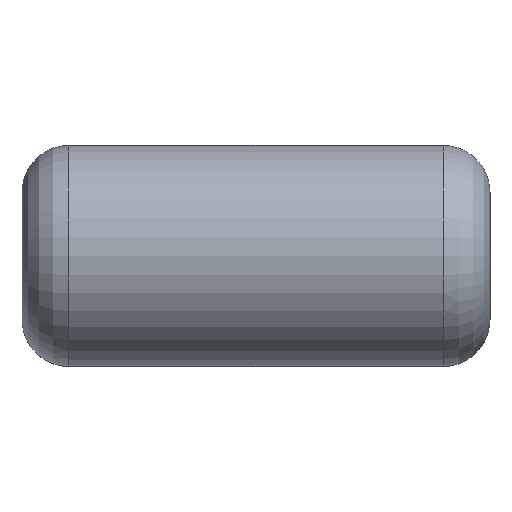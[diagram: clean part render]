
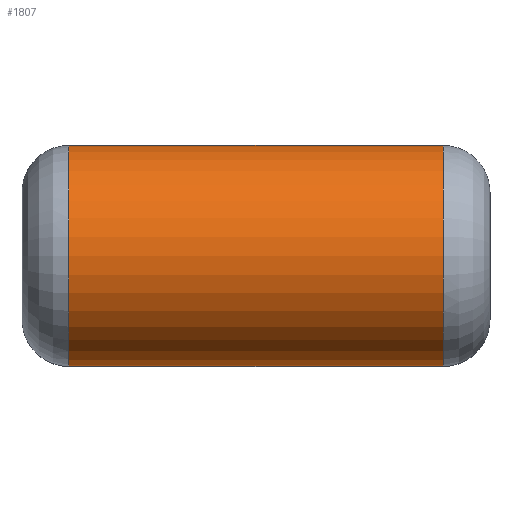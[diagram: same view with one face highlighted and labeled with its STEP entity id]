
A CAD part, top view. The second image highlights one B-rep face of the part: STEP entity #1807.
In plain terms, the highlighted cylindrical face has radius 4.2 mm (diameter 8.4 mm), a partial arc.
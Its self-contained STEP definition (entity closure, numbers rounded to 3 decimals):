
#1407=CARTESIAN_POINT('',(7.12,4.2,14.1));
#1408=VERTEX_POINT('',#1407);
#1457=CARTESIAN_POINT('',(-7.12,4.2,14.1));
#1458=VERTEX_POINT('',#1457);
#1576=CARTESIAN_POINT('',(7.12,-4.2,14.1));
#1577=VERTEX_POINT('',#1576);
#1649=CARTESIAN_POINT('',(-0.0,4.2,14.1));
#1650=DIRECTION('',(-1.0,0.0,0.0));
#1651=VECTOR('',#1650,1.0);
#1652=LINE('',#1649,#1651);
#1653=EDGE_CURVE('n� 72',#1408,#1458,#1652,.T.);
#1708=CARTESIAN_POINT('',(-7.12,-4.2,14.1));
#1709=VERTEX_POINT('',#1708);
#1733=CARTESIAN_POINT('',(0.0,-4.2,14.1));
#1734=DIRECTION('',(1.0,0.0,-0.0));
#1735=VECTOR('',#1734,1.0);
#1736=LINE('',#1733,#1735);
#1737=EDGE_CURVE('n� 10',#1709,#1577,#1736,.T.);
#1754=CARTESIAN_POINT('',(7.12,-0.0,14.1));
#1755=DIRECTION('',(-1.0,-0.0,-0.0));
#1756=DIRECTION('',(0.0,1.0,0.0));
#1757=AXIS2_PLACEMENT_3D('',#1754,#1755,#1756);
#1758=CIRCLE('',#1757,4.2);
#1759=EDGE_CURVE('n� 14',#1577,#1408,#1758,.T.);
#1774=CARTESIAN_POINT('',(-7.12,-0.0,14.1));
#1775=DIRECTION('',(1.0,0.0,0.0));
#1776=DIRECTION('',(0.0,1.0,0.0));
#1777=AXIS2_PLACEMENT_3D('',#1774,#1775,#1776);
#1778=CIRCLE('',#1777,4.2);
#1779=EDGE_CURVE('n� 21',#1458,#1709,#1778,.T.);
#1796=ORIENTED_EDGE('',*,*,#1759,.T.);
#1797=ORIENTED_EDGE('',*,*,#1653,.T.);
#1798=ORIENTED_EDGE('',*,*,#1779,.T.);
#1799=ORIENTED_EDGE('',*,*,#1737,.T.);
#1800=EDGE_LOOP('',(#1796,#1797,#1798,#1799));
#1801=FACE_OUTER_BOUND('',#1800,.T.);
#1802=CARTESIAN_POINT('',(0.0,-0.0,14.1));
#1803=DIRECTION('',(1.0,0.0,0.0));
#1804=DIRECTION('',(0.0,1.0,0.0));
#1805=AXIS2_PLACEMENT_3D('',#1802,#1803,#1804);
#1806=CYLINDRICAL_SURFACE('',#1805,4.2);
#1807=ADVANCED_FACE('n� 2',(#1801),#1806,.T.);
